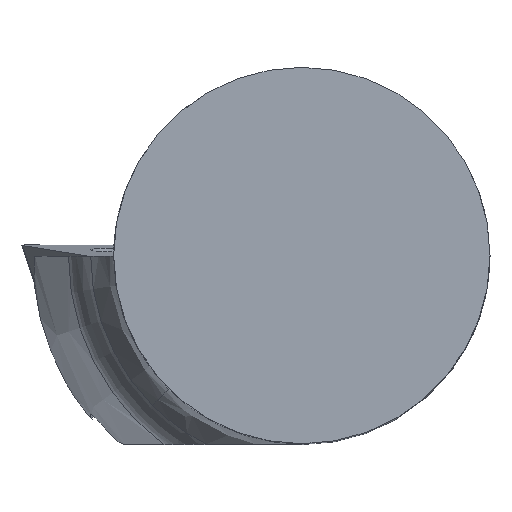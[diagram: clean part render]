
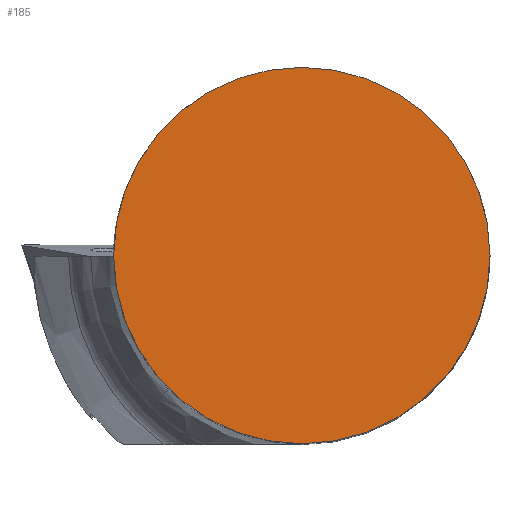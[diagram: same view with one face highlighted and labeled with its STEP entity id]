
A CAD part, top view. The second image highlights one B-rep face of the part: STEP entity #185.
In plain terms, the highlighted planar face has unit normal (0, 0, 1).
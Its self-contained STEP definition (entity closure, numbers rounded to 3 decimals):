
#185=ADVANCED_FACE('240[2]',(#523),#524,.T.);
#332=EDGE_CURVE('240[2]',#739,#739,#740,.T.);
#523=FACE_OUTER_BOUND('',#962,.T.);
#524=PLANE('',#963);
#739=VERTEX_POINT('',#1351);
#740=CIRCLE('',#1352,8.0);
#962=EDGE_LOOP('',(#1734));
#963=AXIS2_PLACEMENT_3D('',#1735,#1736,#1737);
#1351=CARTESIAN_POINT('',(-8.0,0.,0.0));
#1352=AXIS2_PLACEMENT_3D('',#1947,#1948,#1949);
#1734=ORIENTED_EDGE('',*,*,#332,.F.);
#1735=CARTESIAN_POINT('',(0.,0.,0.0));
#1736=DIRECTION('',(0.,0.,1.0));
#1737=DIRECTION('',(-1.0,0.,0.0));
#1947=CARTESIAN_POINT('',(0.,0.,0.0));
#1948=DIRECTION('',(0.,0.,-1.0));
#1949=DIRECTION('',(-1.0,0.,0.));
